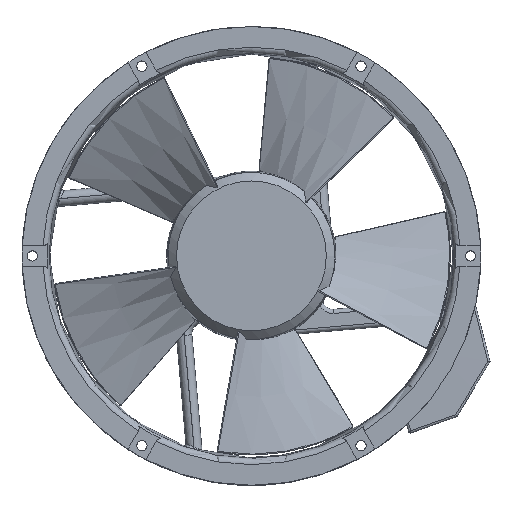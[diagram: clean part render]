
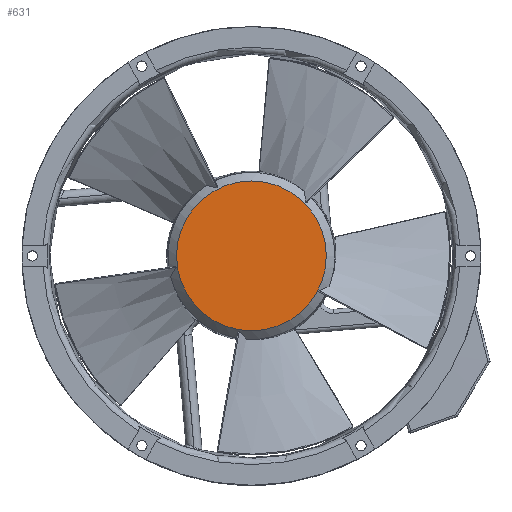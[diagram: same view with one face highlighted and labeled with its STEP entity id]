
A CAD part, top view. The second image highlights one B-rep face of the part: STEP entity #631.
In plain terms, the highlighted planar face has unit normal (0, 0, 1).
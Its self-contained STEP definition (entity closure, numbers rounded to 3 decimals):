
#631=ADVANCED_FACE('',(#8025),#8027,.T.);
#8025=FACE_BOUND('',#8026,.T.);
#8026=EDGE_LOOP('',(#29012));
#8027=PLANE('',#8028);
#8028=AXIS2_PLACEMENT_3D('',#8029,#8030,#8031);
#8029=CARTESIAN_POINT('',(0.,0.,28.65));
#8030=DIRECTION('',(0.,0.,1.));
#8031=DIRECTION('',(1.,0.,0.));
#29012=ORIENTED_EDGE('',*,*,#33394,.T.);
#33394=EDGE_CURVE('',#35707,#35707,#35708,.T.);
#35707=VERTEX_POINT('',#44271);
#35708=CIRCLE('',#44272,36.25);
#44271=CARTESIAN_POINT('',(36.25,0.,28.65));
#44272=AXIS2_PLACEMENT_3D('',#44273,#44274,#44275);
#44273=CARTESIAN_POINT('',(0.,0.,28.65));
#44274=DIRECTION('',(0.,0.,1.));
#44275=DIRECTION('',(1.,0.,0.));
